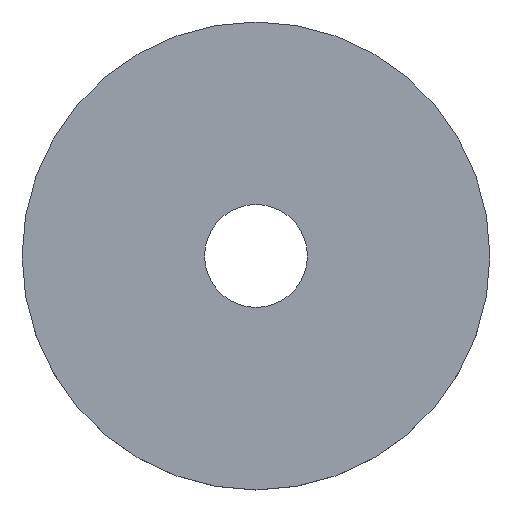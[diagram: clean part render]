
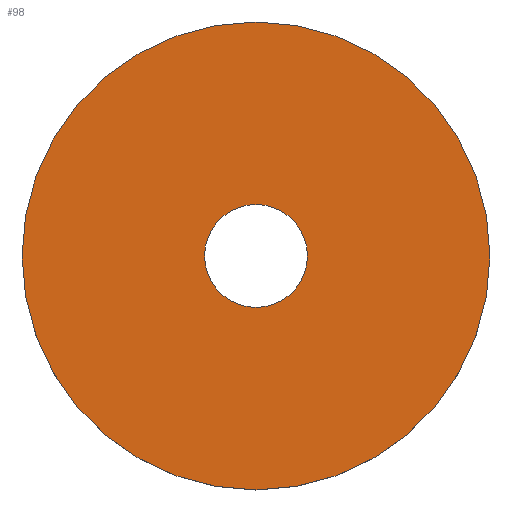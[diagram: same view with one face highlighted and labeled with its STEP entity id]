
A CAD part, top view. The second image highlights one B-rep face of the part: STEP entity #98.
In plain terms, the highlighted planar face has unit normal (0, 0, 1).
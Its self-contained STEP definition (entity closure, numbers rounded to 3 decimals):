
#7 = ORIENTED_EDGE ( 'NONE', *, *, #26, .T. ) ;
#11 = CARTESIAN_POINT ( 'NONE',  ( 0., 0., 3.5 ) ) ;
#14 = AXIS2_PLACEMENT_3D ( 'NONE', #70, #112, #192 ) ;
#26 = EDGE_CURVE ( 'NONE', #83, #252, #259, .T. ) ;
#30 = CARTESIAN_POINT ( 'NONE',  ( 15., 0., 3.5 ) ) ;
#42 = EDGE_LOOP ( 'NONE', ( #7, #75 ) ) ;
#64 = CIRCLE ( 'NONE', #127, 3.3 ) ;
#68 = EDGE_LOOP ( 'NONE', ( #107, #117 ) ) ;
#70 = CARTESIAN_POINT ( 'NONE',  ( 0., 0., 3.5 ) ) ;
#75 = ORIENTED_EDGE ( 'NONE', *, *, #243, .T. ) ;
#82 = CARTESIAN_POINT ( 'NONE',  ( -3.3, 0., 3.5 ) ) ;
#83 = VERTEX_POINT ( 'NONE', #242 ) ;
#85 = FACE_OUTER_BOUND ( 'NONE', #42, .T. ) ;
#98 = ADVANCED_FACE ( 'NONE', ( #140, #85 ), #200, .T. ) ;
#100 = DIRECTION ( 'NONE',  ( 0., 0., -1. ) ) ;
#104 = AXIS2_PLACEMENT_3D ( 'NONE', #138, #184, #160 ) ;
#107 = ORIENTED_EDGE ( 'NONE', *, *, #235, .T. ) ;
#112 = DIRECTION ( 'NONE',  ( 0., 0., -1. ) ) ;
#113 = DIRECTION ( 'NONE',  ( 0., 0., 1. ) ) ;
#117 = ORIENTED_EDGE ( 'NONE', *, *, #220, .T. ) ;
#120 = VERTEX_POINT ( 'NONE', #82 ) ;
#125 = VERTEX_POINT ( 'NONE', #240 ) ;
#127 = AXIS2_PLACEMENT_3D ( 'NONE', #11, #100, #199 ) ;
#134 = CIRCLE ( 'NONE', #14, 3.3 ) ;
#138 = CARTESIAN_POINT ( 'NONE',  ( 0., 0., 3.5 ) ) ;
#140 = FACE_BOUND ( 'NONE', #68, .T. ) ;
#147 = DIRECTION ( 'NONE',  ( 1., 0., 0. ) ) ;
#158 = DIRECTION ( 'NONE',  ( 0., 0., 1. ) ) ;
#160 = DIRECTION ( 'NONE',  ( 1., 0., 0. ) ) ;
#161 = CIRCLE ( 'NONE', #206, 15. ) ;
#167 = CARTESIAN_POINT ( 'NONE',  ( 0., 0., 3.5 ) ) ;
#173 = AXIS2_PLACEMENT_3D ( 'NONE', #167, #113, #147 ) ;
#179 = CARTESIAN_POINT ( 'NONE',  ( 0., 0., 3.5 ) ) ;
#184 = DIRECTION ( 'NONE',  ( 0., 0., 1. ) ) ;
#192 = DIRECTION ( 'NONE',  ( -1., 0., 0. ) ) ;
#199 = DIRECTION ( 'NONE',  ( -1., 0., 0. ) ) ;
#200 = PLANE ( 'NONE',  #104 ) ;
#206 = AXIS2_PLACEMENT_3D ( 'NONE', #179, #158, #238 ) ;
#220 = EDGE_CURVE ( 'NONE', #125, #120, #134, .T. ) ;
#235 = EDGE_CURVE ( 'NONE', #120, #125, #64, .T. ) ;
#238 = DIRECTION ( 'NONE',  ( 1., 0., 0. ) ) ;
#240 = CARTESIAN_POINT ( 'NONE',  ( 3.3, 0., 3.5 ) ) ;
#242 = CARTESIAN_POINT ( 'NONE',  ( -15., 0., 3.5 ) ) ;
#243 = EDGE_CURVE ( 'NONE', #252, #83, #161, .T. ) ;
#252 = VERTEX_POINT ( 'NONE', #30 ) ;
#259 = CIRCLE ( 'NONE', #173, 15. ) ;
